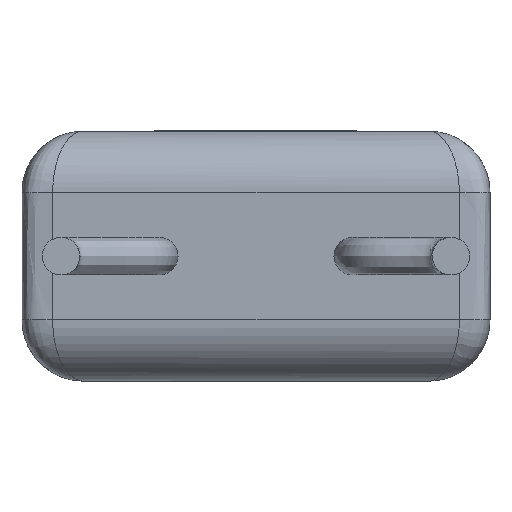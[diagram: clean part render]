
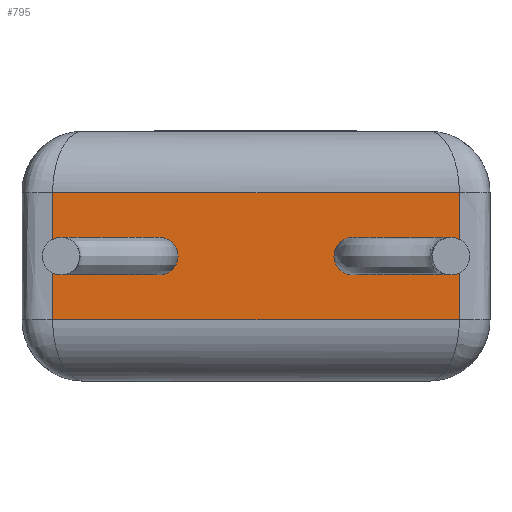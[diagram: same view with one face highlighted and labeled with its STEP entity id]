
A CAD part, front view. The second image highlights one B-rep face of the part: STEP entity #795.
In plain terms, the highlighted planar face has unit normal (0, -1, 0).
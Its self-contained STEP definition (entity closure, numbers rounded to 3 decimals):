
#26 = EDGE_CURVE ( 'NONE', #3443, #940, #3542, .T. ) ;
#52 = DIRECTION ( 'NONE',  ( 0., 0., 1. ) ) ;
#192 = B_SPLINE_CURVE_WITH_KNOTS ( 'NONE', 3,
 ( #3701, #1174, #4855, #5340 ),
 .UNSPECIFIED., .F., .F.,
 ( 4, 4 ),
 ( 0.246, 0.754 ),
 .UNSPECIFIED. ) ;
#234 = CARTESIAN_POINT ( 'NONE',  ( 0.5, 0., 3.07 ) ) ;
#342 = CARTESIAN_POINT ( 'NONE',  ( 7.12, 0., 3.07 ) ) ;
#363 = CARTESIAN_POINT ( 'NONE',  ( 5.385, 0., 2.34 ) ) ;
#395 = ORIENTED_EDGE ( 'NONE', *, *, #26, .T. ) ;
#405 = FACE_BOUND ( 'NONE', #5515, .T. ) ;
#479 = CARTESIAN_POINT ( 'NONE',  ( 0., 0., 4.07 ) ) ;
#541 = ORIENTED_EDGE ( 'NONE', *, *, #3140, .T. ) ;
#639 = AXIS2_PLACEMENT_3D ( 'NONE', #1541, #4759, #3634 ) ;
#691 = VERTEX_POINT ( 'NONE', #2344 ) ;
#795 = ADVANCED_FACE ( 'NONE', ( #405, #5565, #3555 ), #2597, .F. ) ;
#908 = CARTESIAN_POINT ( 'NONE',  ( 5.385, 0., 1.73 ) ) ;
#940 = VERTEX_POINT ( 'NONE', #363 ) ;
#1144 = VECTOR ( 'NONE', #2465, 1000. ) ;
#1156 = ORIENTED_EDGE ( 'NONE', *, *, #1232, .T. ) ;
#1174 = CARTESIAN_POINT ( 'NONE',  ( 0.5, 0., 2.38 ) ) ;
#1232 = EDGE_CURVE ( 'NONE', #5400, #5145, #5139, .T. ) ;
#1509 = DIRECTION ( 'NONE',  ( 0., 0., -1. ) ) ;
#1539 = DIRECTION ( 'NONE',  ( 0., 1., 0. ) ) ;
#1541 = CARTESIAN_POINT ( 'NONE',  ( 5.385, 0., 2.035 ) ) ;
#1639 = CIRCLE ( 'NONE', #1757, 0.305 ) ;
#1651 = EDGE_CURVE ( 'NONE', #691, #5588, #1639, .T. ) ;
#1757 = AXIS2_PLACEMENT_3D ( 'NONE', #2065, #6112, #52 ) ;
#1955 = CARTESIAN_POINT ( 'NONE',  ( 5.385, 0., 2.035 ) ) ;
#2065 = CARTESIAN_POINT ( 'NONE',  ( 2.235, 0., 2.035 ) ) ;
#2106 = ORIENTED_EDGE ( 'NONE', *, *, #3662, .T. ) ;
#2344 = CARTESIAN_POINT ( 'NONE',  ( 2.235, 0., 1.73 ) ) ;
#2359 = CARTESIAN_POINT ( 'NONE',  ( 7.12, 0., 1. ) ) ;
#2426 = LINE ( 'NONE', #5533, #1144 ) ;
#2465 = DIRECTION ( 'NONE',  ( 1., 0., 0. ) ) ;
#2484 = ORIENTED_EDGE ( 'NONE', *, *, #6393, .F. ) ;
#2582 = VERTEX_POINT ( 'NONE', #6334 ) ;
#2597 = PLANE ( 'NONE',  #3417 ) ;
#2678 = VERTEX_POINT ( 'NONE', #234 ) ;
#3015 = DIRECTION ( 'NONE',  ( 0., 1., 0. ) ) ;
#3049 = CARTESIAN_POINT ( 'NONE',  ( 0., 0., 3.07 ) ) ;
#3140 = EDGE_CURVE ( 'NONE', #5145, #2678, #6071, .T. ) ;
#3300 = CIRCLE ( 'NONE', #3627, 0.305 ) ;
#3417 = AXIS2_PLACEMENT_3D ( 'NONE', #479, #1539, #5666 ) ;
#3443 = VERTEX_POINT ( 'NONE', #908 ) ;
#3542 = CIRCLE ( 'NONE', #639, 0.305 ) ;
#3555 = FACE_BOUND ( 'NONE', #6649, .T. ) ;
#3592 = CARTESIAN_POINT ( 'NONE',  ( 2.235, 0., 2.035 ) ) ;
#3627 = AXIS2_PLACEMENT_3D ( 'NONE', #3592, #5730, #4582 ) ;
#3634 = DIRECTION ( 'NONE',  ( 0., 0., -1. ) ) ;
#3662 = EDGE_CURVE ( 'NONE', #2678, #2582, #192, .T. ) ;
#3701 = CARTESIAN_POINT ( 'NONE',  ( 0.5, 0., 3.07 ) ) ;
#4007 = ORIENTED_EDGE ( 'NONE', *, *, #6198, .T. ) ;
#4582 = DIRECTION ( 'NONE',  ( 0., 0., 1. ) ) ;
#4606 = ORIENTED_EDGE ( 'NONE', *, *, #6069, .T. ) ;
#4759 = DIRECTION ( 'NONE',  ( 0., 1., 0. ) ) ;
#4855 = CARTESIAN_POINT ( 'NONE',  ( 0.5, 0., 1.69 ) ) ;
#4880 = CARTESIAN_POINT ( 'NONE',  ( 7.12, 0., 1.69 ) ) ;
#5106 = ORIENTED_EDGE ( 'NONE', *, *, #1651, .F. ) ;
#5139 = B_SPLINE_CURVE_WITH_KNOTS ( 'NONE', 3,
 ( #2359, #4880, #5618, #6408 ),
 .UNSPECIFIED., .F., .F.,
 ( 4, 4 ),
 ( 0.246, 0.754 ),
 .UNSPECIFIED. ) ;
#5145 = VERTEX_POINT ( 'NONE', #342 ) ;
#5199 = DIRECTION ( 'NONE',  ( -1., 0., 0. ) ) ;
#5211 = CARTESIAN_POINT ( 'NONE',  ( 2.235, 0., 2.34 ) ) ;
#5227 = EDGE_LOOP ( 'NONE', ( #2106, #4606, #1156, #541 ) ) ;
#5340 = CARTESIAN_POINT ( 'NONE',  ( 0.5, 0., 1. ) ) ;
#5400 = VERTEX_POINT ( 'NONE', #5873 ) ;
#5515 = EDGE_LOOP ( 'NONE', ( #4007, #395 ) ) ;
#5533 = CARTESIAN_POINT ( 'NONE',  ( 7.12, 0., 1. ) ) ;
#5565 = FACE_OUTER_BOUND ( 'NONE', #5227, .T. ) ;
#5576 = AXIS2_PLACEMENT_3D ( 'NONE', #1955, #3015, #1509 ) ;
#5588 = VERTEX_POINT ( 'NONE', #5211 ) ;
#5618 = CARTESIAN_POINT ( 'NONE',  ( 7.12, 0., 2.38 ) ) ;
#5666 = DIRECTION ( 'NONE',  ( 0., 0., 1. ) ) ;
#5730 = DIRECTION ( 'NONE',  ( 0., -1., 0. ) ) ;
#5873 = CARTESIAN_POINT ( 'NONE',  ( 7.12, 0., 1. ) ) ;
#5973 = VECTOR ( 'NONE', #5199, 1000. ) ;
#6069 = EDGE_CURVE ( 'NONE', #2582, #5400, #2426, .T. ) ;
#6071 = LINE ( 'NONE', #3049, #5973 ) ;
#6112 = DIRECTION ( 'NONE',  ( 0., -1., 0. ) ) ;
#6198 = EDGE_CURVE ( 'NONE', #940, #3443, #6442, .T. ) ;
#6334 = CARTESIAN_POINT ( 'NONE',  ( 0.5, 0., 1. ) ) ;
#6393 = EDGE_CURVE ( 'NONE', #5588, #691, #3300, .T. ) ;
#6408 = CARTESIAN_POINT ( 'NONE',  ( 7.12, 0., 3.07 ) ) ;
#6442 = CIRCLE ( 'NONE', #5576, 0.305 ) ;
#6649 = EDGE_LOOP ( 'NONE', ( #2484, #5106 ) ) ;
